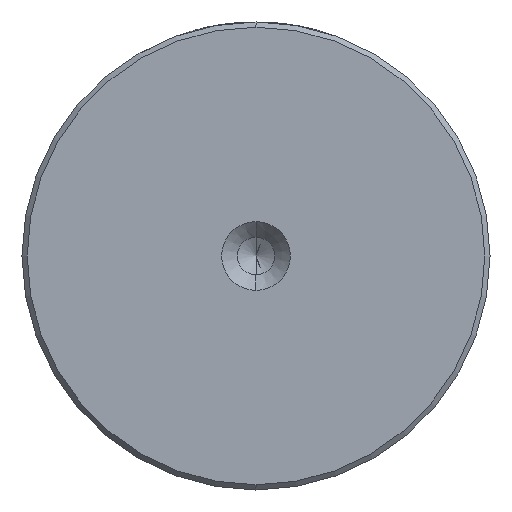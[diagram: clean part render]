
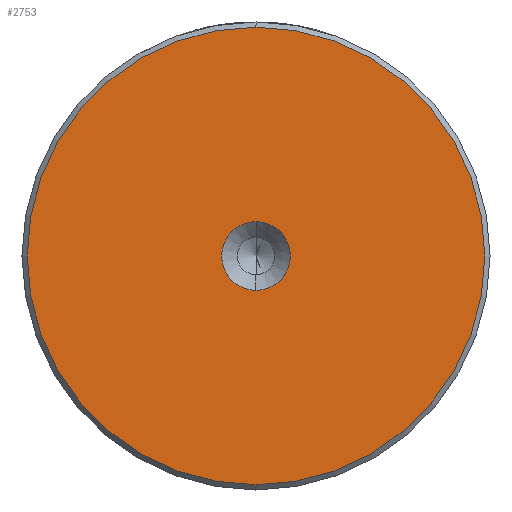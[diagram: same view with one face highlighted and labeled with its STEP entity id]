
A CAD part, left-side view. The second image highlights one B-rep face of the part: STEP entity #2753.
In plain terms, the highlighted planar face has unit normal (-1, 0, 0).
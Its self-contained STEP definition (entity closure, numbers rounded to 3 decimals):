
#6 = DIRECTION ( 'NONE',  ( 0., 0., 1. ) ) ;
#146 = CARTESIAN_POINT ( 'NONE',  ( 0., 0., 3.3 ) ) ;
#255 = AXIS2_PLACEMENT_3D ( 'NONE', #2779, #1393, #6 ) ;
#325 = CIRCLE ( 'NONE', #1057, 22. ) ;
#388 = CIRCLE ( 'NONE', #776, 3.3 ) ;
#415 = DIRECTION ( 'NONE',  ( -1., 0., 0. ) ) ;
#443 = AXIS2_PLACEMENT_3D ( 'NONE', #1802, #2263, #2275 ) ;
#497 = CIRCLE ( 'NONE', #255, 22. ) ;
#599 = EDGE_CURVE ( 'NONE', #890, #2660, #388, .T. ) ;
#602 = CARTESIAN_POINT ( 'NONE',  ( 0., 0., -3.3 ) ) ;
#689 = FACE_BOUND ( 'NONE', #2386, .T. ) ;
#776 = AXIS2_PLACEMENT_3D ( 'NONE', #1796, #415, #2034 ) ;
#803 = CARTESIAN_POINT ( 'NONE',  ( 0., 0., 0. ) ) ;
#890 = VERTEX_POINT ( 'NONE', #146 ) ;
#902 = CARTESIAN_POINT ( 'NONE',  ( 0., 0., -22. ) ) ;
#1029 = DIRECTION ( 'NONE',  ( 0., 0., 1. ) ) ;
#1057 = AXIS2_PLACEMENT_3D ( 'NONE', #803, #2421, #1029 ) ;
#1316 = ORIENTED_EDGE ( 'NONE', *, *, #2321, .T. ) ;
#1375 = DIRECTION ( 'NONE',  ( -1., 0., 0. ) ) ;
#1393 = DIRECTION ( 'NONE',  ( -1., 0., 0. ) ) ;
#1482 = EDGE_CURVE ( 'NONE', #2660, #890, #1804, .T. ) ;
#1540 = EDGE_CURVE ( 'NONE', #2829, #2220, #497, .T. ) ;
#1550 = ORIENTED_EDGE ( 'NONE', *, *, #1540, .T. ) ;
#1796 = CARTESIAN_POINT ( 'NONE',  ( 0., 0., 0. ) ) ;
#1802 = CARTESIAN_POINT ( 'NONE',  ( 0., 0., 0. ) ) ;
#1804 = CIRCLE ( 'NONE', #2954, 3.3 ) ;
#2034 = DIRECTION ( 'NONE',  ( 0., 0., 1. ) ) ;
#2039 = PLANE ( 'NONE',  #443 ) ;
#2220 = VERTEX_POINT ( 'NONE', #2815 ) ;
#2256 = EDGE_LOOP ( 'NONE', ( #1550, #1316 ) ) ;
#2263 = DIRECTION ( 'NONE',  ( -1., 0., 0. ) ) ;
#2275 = DIRECTION ( 'NONE',  ( 0., 0., 1. ) ) ;
#2285 = ORIENTED_EDGE ( 'NONE', *, *, #1482, .F. ) ;
#2321 = EDGE_CURVE ( 'NONE', #2220, #2829, #325, .T. ) ;
#2386 = EDGE_LOOP ( 'NONE', ( #2518, #2285 ) ) ;
#2421 = DIRECTION ( 'NONE',  ( -1., 0., 0. ) ) ;
#2518 = ORIENTED_EDGE ( 'NONE', *, *, #599, .F. ) ;
#2544 = FACE_OUTER_BOUND ( 'NONE', #2256, .T. ) ;
#2660 = VERTEX_POINT ( 'NONE', #602 ) ;
#2753 = ADVANCED_FACE ( 'NONE', ( #2544, #689 ), #2039, .T. ) ;
#2760 = CARTESIAN_POINT ( 'NONE',  ( 0., 0., 0. ) ) ;
#2779 = CARTESIAN_POINT ( 'NONE',  ( 0., 0., 0. ) ) ;
#2815 = CARTESIAN_POINT ( 'NONE',  ( 0., 0., 22. ) ) ;
#2829 = VERTEX_POINT ( 'NONE', #902 ) ;
#2954 = AXIS2_PLACEMENT_3D ( 'NONE', #2760, #1375, #2995 ) ;
#2995 = DIRECTION ( 'NONE',  ( 0., 0., 1. ) ) ;
